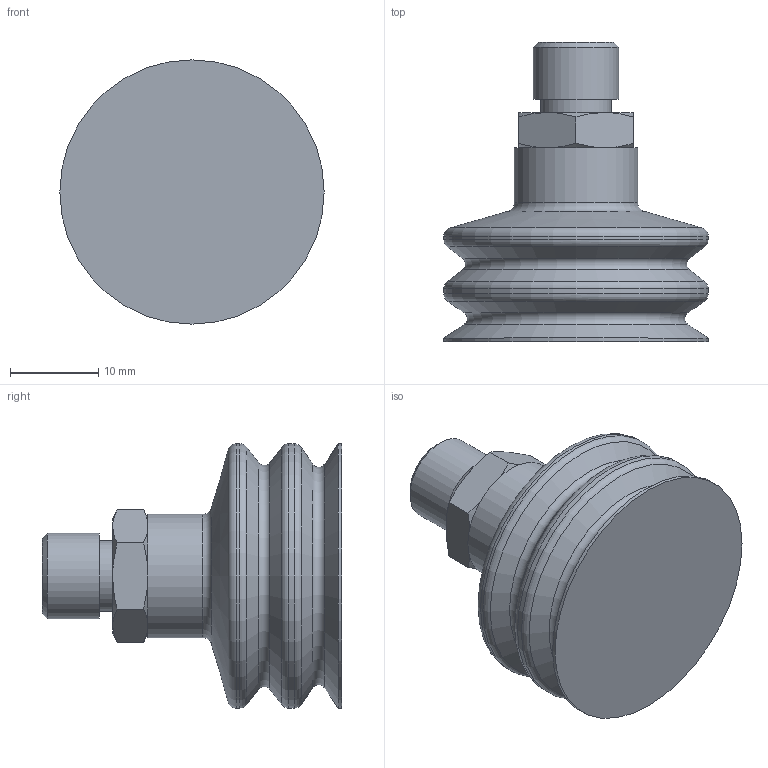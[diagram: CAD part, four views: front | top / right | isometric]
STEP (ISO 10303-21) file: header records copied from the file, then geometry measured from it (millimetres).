
FILE_DESCRIPTION(/* description */ (''),/* implementation_level */ '2;1');
FILE_NAME(/* name */ 'vf30sad_rac15r1-8m.stp',/* time_stamp */ '2020-09-22T14:47:31+02:00',/* author */ ('enginyeria'),/* organization */ (''),/* preprocessor_version */ 'ST-DEVELOPER v17.2',/* originating_system */ 'Autodesk Inventor 2019',/* authorisation */ '');
FILE_SCHEMA (('CONFIG_CONTROL_DESIGN'));
Length unit declared in the file: millimetre
Products named in the file (1): vf30sad_rac15r1-8m
Bounding box: 30 x 34 x 30 mm (x, y, z)
Volume: 10848.2 mm3; surface area: 3759.9 mm2
Topology: 1 solids, 1 shells, 45 faces, 125 edges, 86 vertices
Faces by surface type: cone 19, plane 12, cylinder 7, torus 7
Full cylindrical faces by diameter (mm): 3 x1, 8 x1, 9.728 x1, 14 x1, 30 x3
Entity records: 1592 total; most frequent: CARTESIAN_POINT 305, DIRECTION 274, ORIENTED_EDGE 250, AXIS2_PLACEMENT_3D 127, EDGE_CURVE 125, VERTEX_POINT 86, CIRCLE 81, EDGE_LOOP 49
